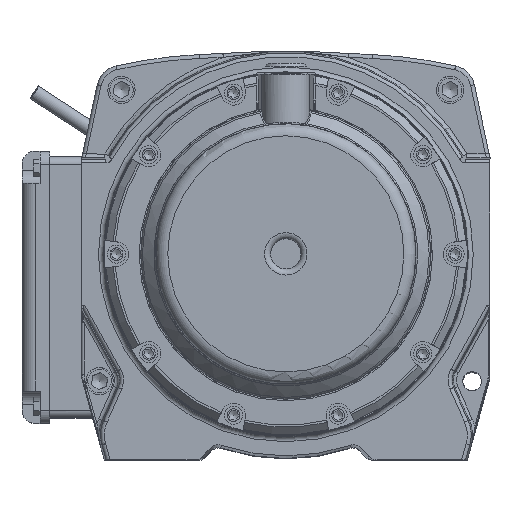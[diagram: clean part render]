
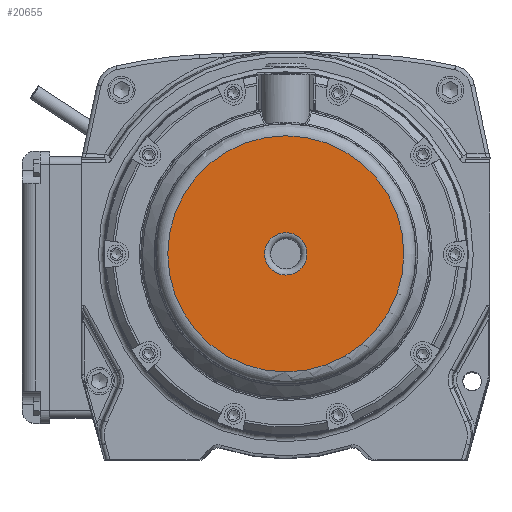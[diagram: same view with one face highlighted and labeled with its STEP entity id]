
A CAD part, top view. The second image highlights one B-rep face of the part: STEP entity #20655.
In plain terms, the highlighted planar face has unit normal (0, 0, 1).
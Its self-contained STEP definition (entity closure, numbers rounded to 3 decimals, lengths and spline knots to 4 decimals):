
#3698=PLANE('',#22478);
#4003=FACE_BOUND('',#5125,.T.);
#4296=FACE_OUTER_BOUND('',#5124,.T.);
#5124=EDGE_LOOP('',(#15620));
#5125=EDGE_LOOP('',(#15621));
#6382=CIRCLE('',#22477,0.4375);
#6383=CIRCLE('',#22479,2.44);
#8386=VERTEX_POINT('',#33022);
#8387=VERTEX_POINT('',#33025);
#11644=EDGE_CURVE('',#8386,#8386,#6382,.T.);
#11645=EDGE_CURVE('',#8387,#8387,#6383,.T.);
#15620=ORIENTED_EDGE('',*,*,#11645,.F.);
#15621=ORIENTED_EDGE('',*,*,#11644,.F.);
#20655=ADVANCED_FACE('',(#4296,#4003),#3698,.F.);
#22477=AXIS2_PLACEMENT_3D('',#33023,#26220,#26221);
#22478=AXIS2_PLACEMENT_3D('',#33024,#26222,#26223);
#22479=AXIS2_PLACEMENT_3D('',#33026,#26224,#26225);
#26220=DIRECTION('center_axis',(0.,0.,
1.));
#26221=DIRECTION('ref_axis',(-1.,0.,0.));
#26222=DIRECTION('center_axis',(0.,0.,
-1.));
#26223=DIRECTION('ref_axis',(-1.,0.,0.));
#26224=DIRECTION('center_axis',(0.,0.,
-1.));
#26225=DIRECTION('ref_axis',(-1.,0.,0.));
#33022=CARTESIAN_POINT('',(0.4375,-0.112,7.098));
#33023=CARTESIAN_POINT('Origin',(0.,-0.112,
7.098));
#33024=CARTESIAN_POINT('Origin',(0.,-0.112,
7.098));
#33025=CARTESIAN_POINT('',(2.44,-0.112,7.098));
#33026=CARTESIAN_POINT('Origin',(0.,-0.112,
7.098));
